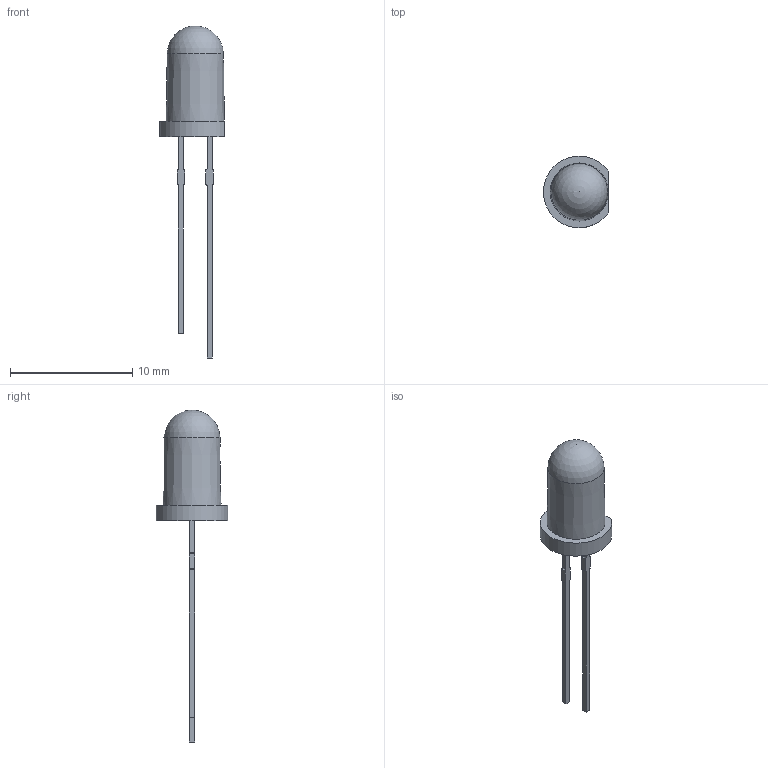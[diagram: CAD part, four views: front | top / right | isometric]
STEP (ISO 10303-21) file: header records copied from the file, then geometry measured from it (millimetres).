
FILE_DESCRIPTION(/* description */ ('Unknown'),/* implementation_level */ '2;1');
FILE_NAME(/* name */ 'LED 5mm_A',/* time_stamp */ '2017-04-02T13:57:37+12:00',/* author */ ('Unknown'),/* organization */ ('Unknown'),/* preprocessor_version */ 'ST-DEVELOPER v16.7',/* originating_system */ 'DEX',/* authorisation */ $);
FILE_SCHEMA (('AUTOMOTIVE_DESIGN {1 0 10303 214 3 1 1}'));
Length unit declared in the file: millimetre
Products named in the file (4): LED 5mm_A; LED Negiative Leg_A; LED Positive Leg_A; LED Bulb_A
Assembly tree (3 placements, depth 2):
  LED 5mm_A
    LED Negiative Leg_A
    LED Positive Leg_A
    LED Bulb_A
Bounding box: 5.3 x 5.84 x 27.18 mm (x, y, z)
Volume: 161.5 mm3; surface area: 248.3 mm2
Topology: 3 solids, 3 shells, 42 faces, 109 edges, 72 vertices
Faces by surface type: plane 29, cylinder 11, cone 1, sphere 1
Entity records: 1357 total; most frequent: DIRECTION 221, CARTESIAN_POINT 221, ORIENTED_EDGE 210, EDGE_CURVE 105, LINE 81, VECTOR 81, VERTEX_POINT 70, AXIS2_PLACEMENT_3D 70
